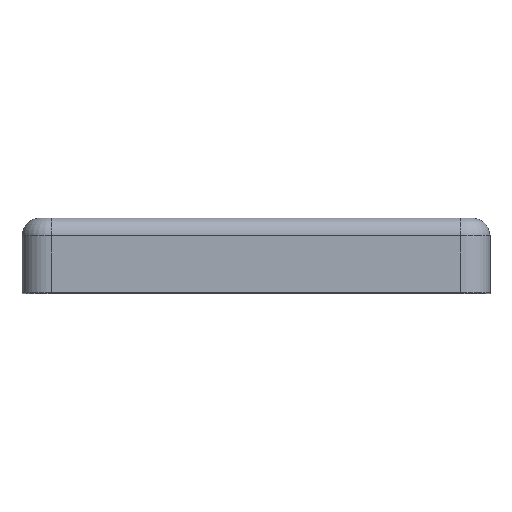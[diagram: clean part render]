
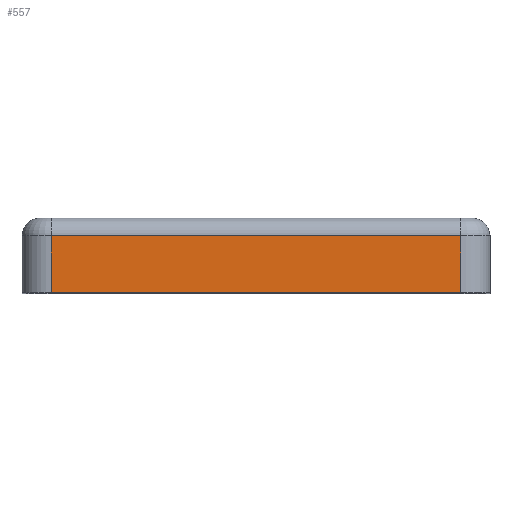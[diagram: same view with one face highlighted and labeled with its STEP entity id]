
A CAD part, top view. The second image highlights one B-rep face of the part: STEP entity #557.
In plain terms, the highlighted planar face has unit normal (0, 0, 1).
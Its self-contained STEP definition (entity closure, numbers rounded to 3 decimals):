
#131 = DIRECTION ( 'NONE',  ( 1., 0., 0. ) ) ;
#152 = DIRECTION ( 'NONE',  ( 1., 0., 0. ) ) ;
#185 = LINE ( 'NONE', #369, #1536 ) ;
#212 = VECTOR ( 'NONE', #1542, 1000. ) ;
#328 = EDGE_LOOP ( 'NONE', ( #2766, #2429, #2627, #852 ) ) ;
#354 = CARTESIAN_POINT ( 'NONE',  ( -10.45, -0.9, 18.7 ) ) ;
#369 = CARTESIAN_POINT ( 'NONE',  ( 10.45, 0., 18.7 ) ) ;
#434 = VERTEX_POINT ( 'NONE', #2507 ) ;
#475 = VERTEX_POINT ( 'NONE', #2328 ) ;
#557 = ADVANCED_FACE ( 'NONE', ( #831 ), #2552, .T. ) ;
#561 = DIRECTION ( 'NONE',  ( 0., -1., 0. ) ) ;
#673 = CARTESIAN_POINT ( 'NONE',  ( -10.45, -3.8, 18.7 ) ) ;
#782 = LINE ( 'NONE', #1650, #1765 ) ;
#831 = FACE_OUTER_BOUND ( 'NONE', #328, .T. ) ;
#852 = ORIENTED_EDGE ( 'NONE', *, *, #2753, .T. ) ;
#922 = CARTESIAN_POINT ( 'NONE',  ( -10.45, -0.9, 18.7 ) ) ;
#1025 = DIRECTION ( 'NONE',  ( 0., -1., 0. ) ) ;
#1160 = LINE ( 'NONE', #673, #212 ) ;
#1483 = EDGE_CURVE ( 'NONE', #434, #475, #1160, .T. ) ;
#1536 = VECTOR ( 'NONE', #1025, 1000. ) ;
#1542 = DIRECTION ( 'NONE',  ( 1., 0., 0. ) ) ;
#1650 = CARTESIAN_POINT ( 'NONE',  ( -10.45, 0., 18.7 ) ) ;
#1701 = DIRECTION ( 'NONE',  ( 0., 0., 1. ) ) ;
#1723 = LINE ( 'NONE', #354, #1945 ) ;
#1765 = VECTOR ( 'NONE', #561, 1000. ) ;
#1891 = CARTESIAN_POINT ( 'NONE',  ( -10.45, 0., 18.7 ) ) ;
#1945 = VECTOR ( 'NONE', #152, 1000. ) ;
#2194 = VERTEX_POINT ( 'NONE', #2648 ) ;
#2274 = VERTEX_POINT ( 'NONE', #922 ) ;
#2326 = AXIS2_PLACEMENT_3D ( 'NONE', #1891, #1701, #131 ) ;
#2328 = CARTESIAN_POINT ( 'NONE',  ( 10.45, -3.8, 18.7 ) ) ;
#2429 = ORIENTED_EDGE ( 'NONE', *, *, #2556, .F. ) ;
#2507 = CARTESIAN_POINT ( 'NONE',  ( -10.45, -3.8, 18.7 ) ) ;
#2542 = EDGE_CURVE ( 'NONE', #2274, #2194, #1723, .T. ) ;
#2552 = PLANE ( 'NONE',  #2326 ) ;
#2556 = EDGE_CURVE ( 'NONE', #2194, #475, #185, .T. ) ;
#2627 = ORIENTED_EDGE ( 'NONE', *, *, #2542, .F. ) ;
#2648 = CARTESIAN_POINT ( 'NONE',  ( 10.45, -0.9, 18.7 ) ) ;
#2753 = EDGE_CURVE ( 'NONE', #2274, #434, #782, .T. ) ;
#2766 = ORIENTED_EDGE ( 'NONE', *, *, #1483, .T. ) ;
